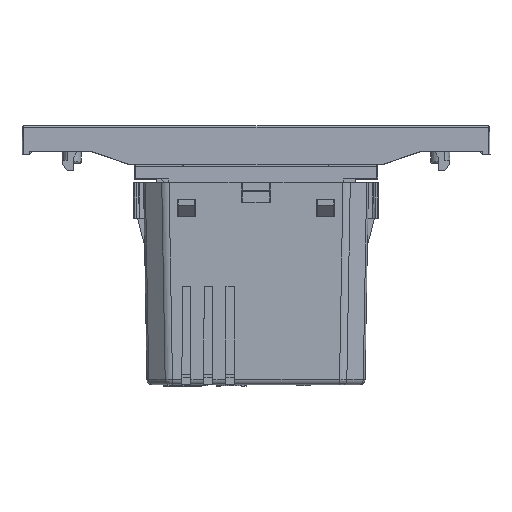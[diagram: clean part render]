
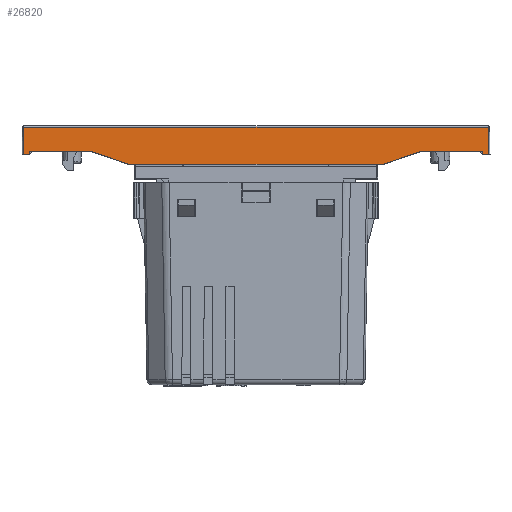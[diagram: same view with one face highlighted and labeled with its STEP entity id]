
A CAD part, top view. The second image highlights one B-rep face of the part: STEP entity #26820.
In plain terms, the highlighted face is planar.
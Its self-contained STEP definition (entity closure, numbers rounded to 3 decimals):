
#118 = EDGE_CURVE ( 'NONE', #30987, #4922, #8265, .T. ) ;
#369 = CARTESIAN_POINT ( 'NONE',  ( -22.179, 42.575, 4.403 ) ) ;
#887 = VECTOR ( 'NONE', #13554, 1000. ) ;
#1483 = VECTOR ( 'NONE', #30182, 1000. ) ;
#2196 = CARTESIAN_POINT ( 'NONE',  ( -22.35, 0., -5.4 ) ) ;
#3773 = CARTESIAN_POINT ( 'NONE',  ( -22.294, -24.004, -2.17 ) ) ;
#4035 = LINE ( 'NONE', #369, #887 ) ;
#4676 = DIRECTION ( 'NONE',  ( 0., -1., 0. ) ) ;
#4922 = VERTEX_POINT ( 'NONE', #7469 ) ;
#5180 = ORIENTED_EDGE ( 'NONE', *, *, #33667, .T. ) ;
#6357 = VERTEX_POINT ( 'NONE', #35055 ) ;
#7469 = CARTESIAN_POINT ( 'NONE',  ( -22.256, 30.333, 0. ) ) ;
#7850 = ORIENTED_EDGE ( 'NONE', *, *, #36277, .T. ) ;
#8265 = LINE ( 'NONE', #40306, #18433 ) ;
#8389 = CARTESIAN_POINT ( 'NONE',  ( -22.256, 41.529, 0. ) ) ;
#8713 = VERTEX_POINT ( 'NONE', #8389 ) ;
#9278 = CARTESIAN_POINT ( 'NONE',  ( -22.176, -42.576, 4.597 ) ) ;
#9292 = ORIENTED_EDGE ( 'NONE', *, *, #30745, .T. ) ;
#9359 = VERTEX_POINT ( 'NONE', #10875 ) ;
#9558 = CARTESIAN_POINT ( 'NONE',  ( -22.291, 41.547, -2.013 ) ) ;
#9753 = VECTOR ( 'NONE', #22499, 1000. ) ;
#9809 = DIRECTION ( 'NONE',  ( -0.017, 0.017, -1. ) ) ;
#9988 = VERTEX_POINT ( 'NONE', #25214 ) ;
#10445 = VECTOR ( 'NONE', #4676, 1000. ) ;
#10646 = DIRECTION ( 'NONE',  ( -0.017, -0.009, -1. ) ) ;
#10875 = CARTESIAN_POINT ( 'NONE',  ( -22.256, -30.333, 0. ) ) ;
#11967 = VECTOR ( 'NONE', #10646, 1000. ) ;
#12472 = ORIENTED_EDGE ( 'NONE', *, *, #118, .F. ) ;
#13554 = DIRECTION ( 'NONE',  ( 0., 1., 0. ) ) ;
#13575 = ORIENTED_EDGE ( 'NONE', *, *, #32788, .T. ) ;
#13627 = CARTESIAN_POINT ( 'NONE',  ( -22.298, 0., -2.4 ) ) ;
#14548 = DIRECTION ( 'NONE',  ( 0.006, 0.946, 0.324 ) ) ;
#15053 = EDGE_LOOP ( 'NONE', ( #26338, #40960, #25928, #5180, #31599, #37357, #13575, #7850, #33278, #42391, #9292, #12472 ) ) ;
#16025 = DIRECTION ( 'NONE',  ( -1., 0., 0.017 ) ) ;
#16546 = VECTOR ( 'NONE', #29043, 1000. ) ;
#16564 = LINE ( 'NONE', #9278, #37765 ) ;
#18433 = VECTOR ( 'NONE', #14548, 1000. ) ;
#19222 = CARTESIAN_POINT ( 'NONE',  ( -22.256, -41.55, 0. ) ) ;
#19502 = DIRECTION ( 'NONE',  ( 0., -1., 0. ) ) ;
#20350 = LINE ( 'NONE', #13627, #26211 ) ;
#20655 = VECTOR ( 'NONE', #9809, 1000. ) ;
#21027 = CARTESIAN_POINT ( 'NONE',  ( -22.291, -41.547, -2.013 ) ) ;
#21406 = EDGE_CURVE ( 'NONE', #31745, #38920, #16564, .T. ) ;
#22009 = LINE ( 'NONE', #34960, #10445 ) ;
#22499 = DIRECTION ( 'NONE',  ( 0., -1., 0. ) ) ;
#22555 = CARTESIAN_POINT ( 'NONE',  ( -22.266, -41.55, -0.6 ) ) ;
#22767 = PLANE ( 'NONE',  #42737 ) ;
#22919 = LINE ( 'NONE', #19222, #9753 ) ;
#23565 = VERTEX_POINT ( 'NONE', #41895 ) ;
#23699 = VERTEX_POINT ( 'NONE', #29771 ) ;
#24589 = LINE ( 'NONE', #28274, #26342 ) ;
#25214 = CARTESIAN_POINT ( 'NONE',  ( -22.256, -41.529, 0. ) ) ;
#25928 = ORIENTED_EDGE ( 'NONE', *, *, #31581, .T. ) ;
#26211 = VECTOR ( 'NONE', #29868, 1000. ) ;
#26253 = LINE ( 'NONE', #39458, #20655 ) ;
#26338 = ORIENTED_EDGE ( 'NONE', *, *, #38043, .F. ) ;
#26342 = VECTOR ( 'NONE', #31941, 1000. ) ;
#26820 = ADVANCED_FACE ( 'NONE', ( #28392 ), #22767, .T. ) ;
#27942 = EDGE_CURVE ( 'NONE', #6357, #8713, #32498, .T. ) ;
#27956 = CARTESIAN_POINT ( 'NONE',  ( -22.298, 23.333, -2.4 ) ) ;
#28274 = CARTESIAN_POINT ( 'NONE',  ( -22.266, 0., -0.6 ) ) ;
#28392 = FACE_OUTER_BOUND ( 'NONE', #15053, .T. ) ;
#29043 = DIRECTION ( 'NONE',  ( 0.017, -0.009, 1. ) ) ;
#29771 = CARTESIAN_POINT ( 'NONE',  ( -22.266, -41.534, -0.6 ) ) ;
#29868 = DIRECTION ( 'NONE',  ( 0., 1., 0. ) ) ;
#30027 = CARTESIAN_POINT ( 'NONE',  ( -22.266, -42.666, -0.6 ) ) ;
#30182 = DIRECTION ( 'NONE',  ( 0.006, -0.946, 0.324 ) ) ;
#30745 = EDGE_CURVE ( 'NONE', #8713, #4922, #22009, .T. ) ;
#30987 = VERTEX_POINT ( 'NONE', #27956 ) ;
#31134 = CARTESIAN_POINT ( 'NONE',  ( -22.179, -42.579, 4.403 ) ) ;
#31581 = EDGE_CURVE ( 'NONE', #9359, #9988, #22919, .T. ) ;
#31599 = ORIENTED_EDGE ( 'NONE', *, *, #37920, .T. ) ;
#31745 = VERTEX_POINT ( 'NONE', #30027 ) ;
#31941 = DIRECTION ( 'NONE',  ( 0., 1., 0. ) ) ;
#32498 = LINE ( 'NONE', #9558, #16546 ) ;
#32788 = EDGE_CURVE ( 'NONE', #38920, #36053, #4035, .T. ) ;
#33278 = ORIENTED_EDGE ( 'NONE', *, *, #40572, .F. ) ;
#33416 = LINE ( 'NONE', #3773, #1483 ) ;
#33667 = EDGE_CURVE ( 'NONE', #9988, #23699, #33782, .T. ) ;
#33782 = LINE ( 'NONE', #21027, #11967 ) ;
#33835 = CARTESIAN_POINT ( 'NONE',  ( -22.266, 42.666, -0.6 ) ) ;
#34292 = VERTEX_POINT ( 'NONE', #33835 ) ;
#34430 = VECTOR ( 'NONE', #19502, 1000. ) ;
#34960 = CARTESIAN_POINT ( 'NONE',  ( -22.256, 0., 0. ) ) ;
#35055 = CARTESIAN_POINT ( 'NONE',  ( -22.266, 41.534, -0.6 ) ) ;
#35474 = DIRECTION ( 'NONE',  ( 0.017, 0.017, 1. ) ) ;
#35517 = LINE ( 'NONE', #22555, #34430 ) ;
#36053 = VERTEX_POINT ( 'NONE', #37972 ) ;
#36277 = EDGE_CURVE ( 'NONE', #36053, #34292, #26253, .T. ) ;
#37357 = ORIENTED_EDGE ( 'NONE', *, *, #21406, .T. ) ;
#37765 = VECTOR ( 'NONE', #35474, 1000. ) ;
#37920 = EDGE_CURVE ( 'NONE', #23699, #31745, #35517, .T. ) ;
#37972 = CARTESIAN_POINT ( 'NONE',  ( -22.179, 42.579, 4.403 ) ) ;
#38043 = EDGE_CURVE ( 'NONE', #23565, #30987, #20350, .T. ) ;
#38920 = VERTEX_POINT ( 'NONE', #31134 ) ;
#39458 = CARTESIAN_POINT ( 'NONE',  ( -22.337, 42.737, -4.654 ) ) ;
#40306 = CARTESIAN_POINT ( 'NONE',  ( -22.294, 23.901, -2.205 ) ) ;
#40572 = EDGE_CURVE ( 'NONE', #6357, #34292, #24589, .T. ) ;
#40717 = EDGE_CURVE ( 'NONE', #23565, #9359, #33416, .T. ) ;
#40960 = ORIENTED_EDGE ( 'NONE', *, *, #40717, .T. ) ;
#41895 = CARTESIAN_POINT ( 'NONE',  ( -22.298, -23.333, -2.4 ) ) ;
#42391 = ORIENTED_EDGE ( 'NONE', *, *, #27942, .T. ) ;
#42636 = DIRECTION ( 'NONE',  ( 0., 1., 0. ) ) ;
#42737 = AXIS2_PLACEMENT_3D ( 'NONE', #2196, #16025, #42636 ) ;
